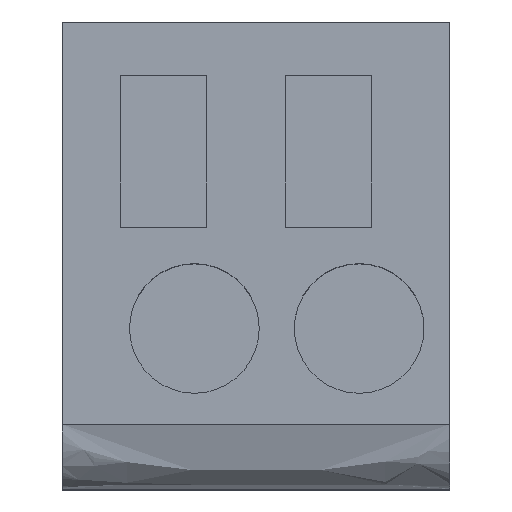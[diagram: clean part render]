
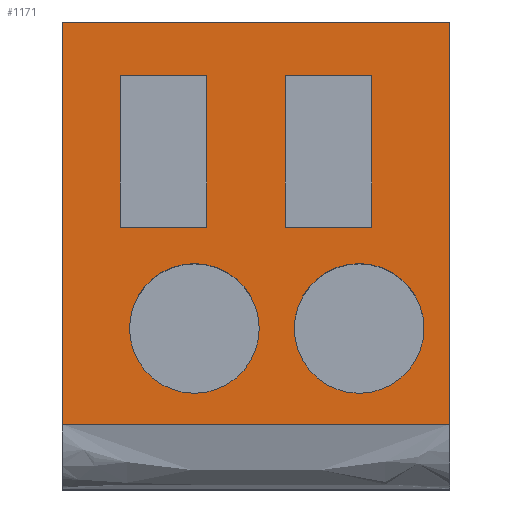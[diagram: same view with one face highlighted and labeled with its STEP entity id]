
A CAD part, top view. The second image highlights one B-rep face of the part: STEP entity #1171.
In plain terms, the highlighted planar face has unit normal (0, 0, 1).
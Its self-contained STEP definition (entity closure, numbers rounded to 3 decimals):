
#32 = VERTEX_POINT ( 'NONE', #665 ) ;
#40 = PLANE ( 'NONE',  #1457 ) ;
#45 = EDGE_LOOP ( 'NONE', ( #964, #923, #587, #246 ) ) ;
#49 = CARTESIAN_POINT ( 'NONE',  ( -4.485, 5.4, 13. ) ) ;
#52 = CARTESIAN_POINT ( 'NONE',  ( -2.925, -1.686, 13. ) ) ;
#60 = CARTESIAN_POINT ( 'NONE',  ( 4.485, 5.4, 13. ) ) ;
#87 = ORIENTED_EDGE ( 'NONE', *, *, #477, .F. ) ;
#159 = CARTESIAN_POINT ( 'NONE',  ( 0.885, -1.686, 13. ) ) ;
#191 = VECTOR ( 'NONE', #1708, 1000. ) ;
#192 = LINE ( 'NONE', #936, #475 ) ;
#202 = VERTEX_POINT ( 'NONE', #52 ) ;
#218 = CARTESIAN_POINT ( 'NONE',  ( -3.135, 0.65, 13. ) ) ;
#220 = VERTEX_POINT ( 'NONE', #1067 ) ;
#235 = DIRECTION ( 'NONE',  ( -1., 0., 0. ) ) ;
#246 = ORIENTED_EDGE ( 'NONE', *, *, #364, .F. ) ;
#296 = DIRECTION ( 'NONE',  ( 1., 0., 0. ) ) ;
#297 = CARTESIAN_POINT ( 'NONE',  ( -1.135, 0.65, 13. ) ) ;
#324 = EDGE_CURVE ( 'NONE', #743, #1622, #899, .T. ) ;
#329 = CARTESIAN_POINT ( 'NONE',  ( 2.675, 0.65, 13. ) ) ;
#338 = LINE ( 'NONE', #489, #1685 ) ;
#351 = CARTESIAN_POINT ( 'NONE',  ( -3.135, 0.65, 13. ) ) ;
#364 = EDGE_CURVE ( 'NONE', #1829, #32, #1190, .T. ) ;
#366 = VERTEX_POINT ( 'NONE', #1206 ) ;
#373 = CARTESIAN_POINT ( 'NONE',  ( -1.135, 0.65, 13. ) ) ;
#375 = FACE_BOUND ( 'NONE', #1340, .T. ) ;
#426 = VERTEX_POINT ( 'NONE', #49 ) ;
#434 = CARTESIAN_POINT ( 'NONE',  ( -4.485, -3.9, 13. ) ) ;
#436 = CARTESIAN_POINT ( 'NONE',  ( 0.675, 4.15, 13. ) ) ;
#437 = LINE ( 'NONE', #297, #821 ) ;
#445 = CIRCLE ( 'NONE', #1226, 1.5 ) ;
#450 = CARTESIAN_POINT ( 'NONE',  ( -3.135, 4.15, 13. ) ) ;
#463 = DIRECTION ( 'NONE',  ( 0., 1., 0. ) ) ;
#471 = VERTEX_POINT ( 'NONE', #159 ) ;
#475 = VECTOR ( 'NONE', #494, 1000. ) ;
#477 = EDGE_CURVE ( 'NONE', #366, #743, #1841, .T. ) ;
#489 = CARTESIAN_POINT ( 'NONE',  ( 4.485, -5.4, 13. ) ) ;
#494 = DIRECTION ( 'NONE',  ( 1., 0., 0. ) ) ;
#522 = DIRECTION ( 'NONE',  ( 0., 0., 1. ) ) ;
#527 = CARTESIAN_POINT ( 'NONE',  ( -4.485, -5.4, 13. ) ) ;
#532 = ORIENTED_EDGE ( 'NONE', *, *, #1312, .T. ) ;
#536 = ORIENTED_EDGE ( 'NONE', *, *, #324, .F. ) ;
#582 = CARTESIAN_POINT ( 'NONE',  ( -4.485, 5.4, 13. ) ) ;
#587 = ORIENTED_EDGE ( 'NONE', *, *, #1979, .F. ) ;
#588 = ORIENTED_EDGE ( 'NONE', *, *, #1502, .F. ) ;
#605 = CARTESIAN_POINT ( 'NONE',  ( 0.675, 4.15, 13. ) ) ;
#628 = DIRECTION ( 'NONE',  ( 1., 0., 0. ) ) ;
#633 = DIRECTION ( 'NONE',  ( 1., 0., 0. ) ) ;
#638 = AXIS2_PLACEMENT_3D ( 'NONE', #1227, #1498, #296 ) ;
#639 = DIRECTION ( 'NONE',  ( 0., 0., -1. ) ) ;
#642 = CARTESIAN_POINT ( 'NONE',  ( -3.135, 0.65, 13. ) ) ;
#650 = FACE_BOUND ( 'NONE', #1695, .T. ) ;
#665 = CARTESIAN_POINT ( 'NONE',  ( -3.135, 4.15, 13. ) ) ;
#685 = EDGE_CURVE ( 'NONE', #1401, #1829, #437, .T. ) ;
#695 = VERTEX_POINT ( 'NONE', #1962 ) ;
#706 = LINE ( 'NONE', #351, #918 ) ;
#743 = VERTEX_POINT ( 'NONE', #1058 ) ;
#759 = ORIENTED_EDGE ( 'NONE', *, *, #1345, .F. ) ;
#764 = DIRECTION ( 'NONE',  ( 0., 0., 1. ) ) ;
#797 = LINE ( 'NONE', #527, #1512 ) ;
#819 = ORIENTED_EDGE ( 'NONE', *, *, #1955, .T. ) ;
#821 = VECTOR ( 'NONE', #1426, 1000. ) ;
#829 = FACE_BOUND ( 'NONE', #1504, .T. ) ;
#831 = LINE ( 'NONE', #1579, #191 ) ;
#847 = CARTESIAN_POINT ( 'NONE',  ( 1.495, -3.9, 13. ) ) ;
#858 = CIRCLE ( 'NONE', #1301, 1.5 ) ;
#883 = DIRECTION ( 'NONE',  ( -1., 0., 0. ) ) ;
#889 = DIRECTION ( 'NONE',  ( 0., 0., 1. ) ) ;
#899 = LINE ( 'NONE', #605, #1174 ) ;
#904 = EDGE_CURVE ( 'NONE', #220, #471, #1684, .T. ) ;
#918 = VECTOR ( 'NONE', #1554, 1000. ) ;
#923 = ORIENTED_EDGE ( 'NONE', *, *, #1237, .F. ) ;
#930 = EDGE_CURVE ( 'NONE', #1923, #695, #1869, .T. ) ;
#936 = CARTESIAN_POINT ( 'NONE',  ( 0.675, 0.65, 13. ) ) ;
#945 = CIRCLE ( 'NONE', #638, 1.5 ) ;
#964 = ORIENTED_EDGE ( 'NONE', *, *, #685, .F. ) ;
#992 = CARTESIAN_POINT ( 'NONE',  ( -1.425, -1.686, 13. ) ) ;
#998 = DIRECTION ( 'NONE',  ( 1., 0., 0. ) ) ;
#1005 = CARTESIAN_POINT ( 'NONE',  ( 2.385, -1.686, 13. ) ) ;
#1007 = ORIENTED_EDGE ( 'NONE', *, *, #1772, .F. ) ;
#1036 = DIRECTION ( 'NONE',  ( -1., 0., 0. ) ) ;
#1037 = CARTESIAN_POINT ( 'NONE',  ( 4.485, -3.9, 13. ) ) ;
#1058 = CARTESIAN_POINT ( 'NONE',  ( 2.675, 4.15, 13. ) ) ;
#1067 = CARTESIAN_POINT ( 'NONE',  ( 3.885, -1.686, 13. ) ) ;
#1097 = CARTESIAN_POINT ( 'NONE',  ( 0., 0., 13. ) ) ;
#1119 = DIRECTION ( 'NONE',  ( 1., 0., 0. ) ) ;
#1131 = DIRECTION ( 'NONE',  ( 0., -1., 0. ) ) ;
#1151 = EDGE_CURVE ( 'NONE', #426, #1923, #797, .T. ) ;
#1152 = VERTEX_POINT ( 'NONE', #60 ) ;
#1158 = ORIENTED_EDGE ( 'NONE', *, *, #1151, .T. ) ;
#1171 = ADVANCED_FACE ( 'NONE', ( #650, #375, #1744, #829, #1907 ), #40, .F. ) ;
#1174 = VECTOR ( 'NONE', #1634, 1000. ) ;
#1185 = CARTESIAN_POINT ( 'NONE',  ( -1.495, -3.9, 13. ) ) ;
#1190 = LINE ( 'NONE', #450, #1896 ) ;
#1206 = CARTESIAN_POINT ( 'NONE',  ( 2.675, 0.65, 13. ) ) ;
#1219 = DIRECTION ( 'NONE',  ( 0., 1., 0. ) ) ;
#1226 = AXIS2_PLACEMENT_3D ( 'NONE', #992, #522, #1119 ) ;
#1227 = CARTESIAN_POINT ( 'NONE',  ( -1.425, -1.686, 13. ) ) ;
#1229 = VECTOR ( 'NONE', #633, 1000. ) ;
#1237 = EDGE_CURVE ( 'NONE', #1863, #1401, #1862, .T. ) ;
#1248 = ORIENTED_EDGE ( 'NONE', *, *, #1793, .F. ) ;
#1257 = CARTESIAN_POINT ( 'NONE',  ( -1.135, 4.15, 13. ) ) ;
#1301 = AXIS2_PLACEMENT_3D ( 'NONE', #1348, #764, #628 ) ;
#1312 = EDGE_CURVE ( 'NONE', #695, #1152, #338, .T. ) ;
#1340 = EDGE_LOOP ( 'NONE', ( #87, #1248, #1007, #536 ) ) ;
#1342 = CARTESIAN_POINT ( 'NONE',  ( -4.485, -3.9, 13. ) ) ;
#1345 = EDGE_CURVE ( 'NONE', #1377, #202, #445, .T. ) ;
#1348 = CARTESIAN_POINT ( 'NONE',  ( 2.385, -1.686, 13. ) ) ;
#1349 = VECTOR ( 'NONE', #463, 1000. ) ;
#1377 = VERTEX_POINT ( 'NONE', #1939 ) ;
#1401 = VERTEX_POINT ( 'NONE', #373 ) ;
#1426 = DIRECTION ( 'NONE',  ( 0., 1., 0. ) ) ;
#1430 = VECTOR ( 'NONE', #1036, 1000. ) ;
#1454 = ORIENTED_EDGE ( 'NONE', *, *, #1667, .F. ) ;
#1457 = AXIS2_PLACEMENT_3D ( 'NONE', #1097, #639, #235 ) ;
#1492 = EDGE_LOOP ( 'NONE', ( #1158, #1783, #532, #819 ) ) ;
#1498 = DIRECTION ( 'NONE',  ( 0., 0., 1. ) ) ;
#1502 = EDGE_CURVE ( 'NONE', #471, #220, #858, .T. ) ;
#1504 = EDGE_LOOP ( 'NONE', ( #1969, #588 ) ) ;
#1512 = VECTOR ( 'NONE', #1131, 1000. ) ;
#1554 = DIRECTION ( 'NONE',  ( 0., -1., 0. ) ) ;
#1579 = CARTESIAN_POINT ( 'NONE',  ( 0.675, 0.65, 13. ) ) ;
#1606 = VERTEX_POINT ( 'NONE', #1945 ) ;
#1622 = VERTEX_POINT ( 'NONE', #436 ) ;
#1634 = DIRECTION ( 'NONE',  ( -1., 0., 0. ) ) ;
#1667 = EDGE_CURVE ( 'NONE', #202, #1377, #945, .T. ) ;
#1684 = CIRCLE ( 'NONE', #1892, 1.5 ) ;
#1685 = VECTOR ( 'NONE', #1219, 1000. ) ;
#1695 = EDGE_LOOP ( 'NONE', ( #759, #1454 ) ) ;
#1708 = DIRECTION ( 'NONE',  ( 0., -1., 0. ) ) ;
#1744 = FACE_OUTER_BOUND ( 'NONE', #1492, .T. ) ;
#1772 = EDGE_CURVE ( 'NONE', #1622, #1606, #831, .T. ) ;
#1783 = ORIENTED_EDGE ( 'NONE', *, *, #930, .T. ) ;
#1785 = LINE ( 'NONE', #582, #1430 ) ;
#1793 = EDGE_CURVE ( 'NONE', #1606, #366, #192, .T. ) ;
#1829 = VERTEX_POINT ( 'NONE', #1257 ) ;
#1841 = LINE ( 'NONE', #329, #1349 ) ;
#1862 = LINE ( 'NONE', #218, #1229 ) ;
#1863 = VERTEX_POINT ( 'NONE', #642 ) ;
#1869 = B_SPLINE_CURVE_WITH_KNOTS ( 'NONE', 3,
 ( #434, #1185, #847, #1037 ),
 .UNSPECIFIED., .F., .F.,
 ( 4, 4 ),
 ( 0., 1. ),
 .UNSPECIFIED. ) ;
#1892 = AXIS2_PLACEMENT_3D ( 'NONE', #1005, #889, #998 ) ;
#1896 = VECTOR ( 'NONE', #883, 1000. ) ;
#1907 = FACE_BOUND ( 'NONE', #45, .T. ) ;
#1923 = VERTEX_POINT ( 'NONE', #1342 ) ;
#1939 = CARTESIAN_POINT ( 'NONE',  ( 0.075, -1.686, 13. ) ) ;
#1945 = CARTESIAN_POINT ( 'NONE',  ( 0.675, 0.65, 13. ) ) ;
#1955 = EDGE_CURVE ( 'NONE', #1152, #426, #1785, .T. ) ;
#1962 = CARTESIAN_POINT ( 'NONE',  ( 4.485, -3.9, 13. ) ) ;
#1969 = ORIENTED_EDGE ( 'NONE', *, *, #904, .F. ) ;
#1979 = EDGE_CURVE ( 'NONE', #32, #1863, #706, .T. ) ;
